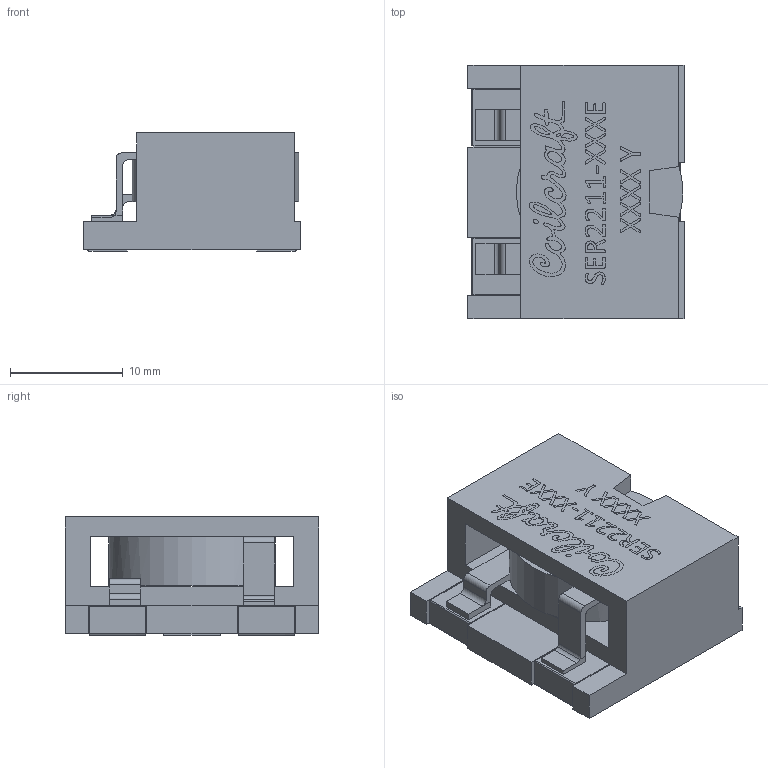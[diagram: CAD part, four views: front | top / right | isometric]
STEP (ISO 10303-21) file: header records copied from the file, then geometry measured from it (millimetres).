
FILE_DESCRIPTION(('FreeCAD Model'),'2;1');
FILE_NAME('Open CASCADE Shape Model','2021-05-05T14:14:12',( 'kicad StepUp'),('ksu MCAD'),'Open CASCADE STEP processor 7.4', 'FreeCAD','Unknown');
FILE_SCHEMA(('AUTOMOTIVE_DESIGN { 1 0 10303 214 1 1 1 1 }'));
Length unit declared in the file: millimetre
Products named in the file (1): Coilcraft-SER2211
Bounding box: 19.2 x 22.5 x 10.5 mm (x, y, z)
Volume: 3172.2 mm3; surface area: 2777.9 mm2
Topology: 2 solids, 2 shells, 127 faces, 2175 edges, 6430 vertices
Faces by surface type: plane 112, cylinder 15
Entity records: 39904 total; most frequent: CARTESIAN_POINT 21960, GEOMETRIC_CURVE_SET 1451, ORIENTED_EDGE 1450, TRIMMED_CURVE 1450, B_SPLINE_CURVE_WITH_KNOTS 1377, DIRECTION 1114, PRESENTATION_STYLE_ASSIGNMENT 854, SURFACE_STYLE_USAGE 854
